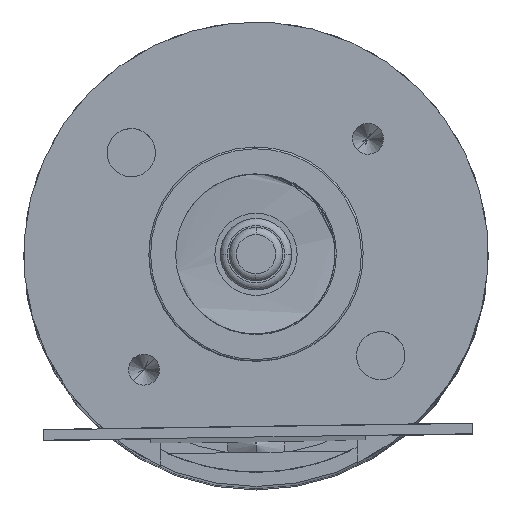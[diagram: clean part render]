
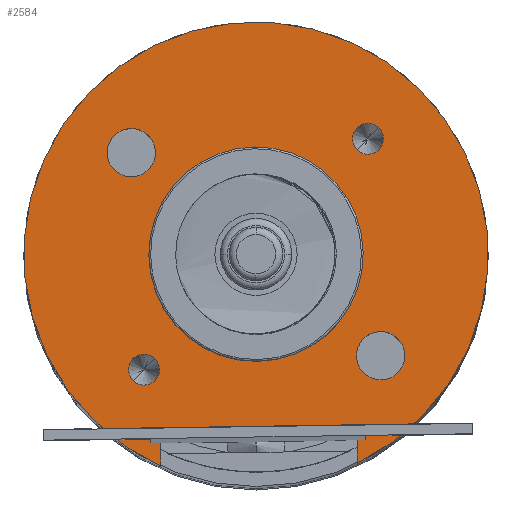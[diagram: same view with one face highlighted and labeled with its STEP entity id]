
A CAD part, top view. The second image highlights one B-rep face of the part: STEP entity #2584.
In plain terms, the highlighted planar face has unit normal (0, 0, 1).
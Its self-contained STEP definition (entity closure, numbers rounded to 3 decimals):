
#2035=CARTESIAN_POINT('',(0.,0.,38.61));
#2036=DIRECTION('',(0.,0.,-1.));
#2037=DIRECTION('',(-0.015,1.,0.));
#2038=AXIS2_PLACEMENT_3D('',#2035,#2036,#2037);
#2049=CARTESIAN_POINT('',(0.,0.,38.61));
#2050=DIRECTION('',(0.,0.,1.));
#2051=DIRECTION('',(-0.015,1.,0.));
#2052=AXIS2_PLACEMENT_3D('',#2049,#2050,#2051);
#2058=DIRECTION('',(-0.015,1.,0.));
#2059=VECTOR('',#2058,0.94);
#2060=CARTESIAN_POINT('',(-2.661,-5.93,38.61));
#2061=LINE('',#2060,#2059);
#2062=DIRECTION('',(-0.015,1.,0.));
#2063=VECTOR('',#2062,0.94);
#2064=CARTESIAN_POINT('',(2.838,-5.848,38.61));
#2065=LINE('',#2064,#2063);
#2066=CARTESIAN_POINT('',(3.134,3.229,38.61));
#2067=DIRECTION('',(0.,0.,-1.));
#2068=DIRECTION('',(0.696,0.718,0.));
#2069=AXIS2_PLACEMENT_3D('',#2066,#2067,#2068);
#2071=CARTESIAN_POINT('',(3.134,3.229,38.61));
#2072=DIRECTION('',(0.,0.,-1.));
#2073=DIRECTION('',(-0.696,-0.718,0.));
#2074=AXIS2_PLACEMENT_3D('',#2071,#2072,#2073);
#2076=CARTESIAN_POINT('',(-3.134,-3.229,38.61));
#2077=DIRECTION('',(0.,0.,1.));
#2078=DIRECTION('',(-0.696,-0.718,0.));
#2079=AXIS2_PLACEMENT_3D('',#2076,#2077,#2078);
#2081=CARTESIAN_POINT('',(-3.134,-3.229,38.61));
#2082=DIRECTION('',(0.,0.,1.));
#2083=DIRECTION('',(0.696,0.718,0.));
#2084=AXIS2_PLACEMENT_3D('',#2081,#2082,#2083);
#2086=CARTESIAN_POINT('',(-3.49,2.841,38.61));
#2087=DIRECTION('',(0.,0.,-1.));
#2088=DIRECTION('',(-0.015,1.,0.));
#2089=AXIS2_PLACEMENT_3D('',#2086,#2087,#2088);
#2091=CARTESIAN_POINT('',(-3.49,2.841,38.61));
#2092=DIRECTION('',(0.,0.,-1.));
#2093=DIRECTION('',(0.015,-1.,0.));
#2094=AXIS2_PLACEMENT_3D('',#2091,#2092,#2093);
#2096=CARTESIAN_POINT('',(3.49,-2.841,38.61));
#2097=DIRECTION('',(0.,0.,1.));
#2098=DIRECTION('',(0.982,0.188,0.));
#2099=AXIS2_PLACEMENT_3D('',#2096,#2097,#2098);
#2101=CARTESIAN_POINT('',(3.49,-2.841,38.61));
#2102=DIRECTION('',(0.,0.,1.));
#2103=DIRECTION('',(-0.982,-0.188,0.));
#2104=AXIS2_PLACEMENT_3D('',#2101,#2102,#2103);
#2106=DIRECTION('',(1.,0.015,0.));
#2107=VECTOR('',#2106,5.5);
#2108=CARTESIAN_POINT('',(-2.676,-4.991,38.61));
#2109=LINE('',#2108,#2107);
#2182=CARTESIAN_POINT('',(0.,0.,38.61));
#2183=DIRECTION('',(0.,0.,1.));
#2184=DIRECTION('',(0.437,-0.9,0.));
#2185=AXIS2_PLACEMENT_3D('',#2182,#2183,#2184);
#2320=CARTESIAN_POINT('',(-0.045,3.,38.61));
#2321=CARTESIAN_POINT('',(0.045,-3.,38.61));
#2322=VERTEX_POINT('',#2320);
#2323=VERTEX_POINT('',#2321);
#2365=CARTESIAN_POINT('',(2.838,-5.848,38.61));
#2366=VERTEX_POINT('',#2365);
#2367=CARTESIAN_POINT('',(-2.661,-5.93,38.61));
#2368=CARTESIAN_POINT('',(-2.676,-4.991,38.61));
#2369=VERTEX_POINT('',#2367);
#2370=VERTEX_POINT('',#2368);
#2371=CARTESIAN_POINT('',(2.824,-4.908,38.61));
#2372=VERTEX_POINT('',#2371);
#2380=CARTESIAN_POINT('',(3.436,3.54,38.61));
#2381=CARTESIAN_POINT('',(2.832,2.918,38.61));
#2382=VERTEX_POINT('',#2380);
#2383=VERTEX_POINT('',#2381);
#2386=CARTESIAN_POINT('',(-3.436,-3.54,38.61));
#2388=VERTEX_POINT('',#2386);
#2390=CARTESIAN_POINT('',(-2.832,-2.918,38.61));
#2391=VERTEX_POINT('',#2390);
#2396=CARTESIAN_POINT('',(-3.5,3.515,38.61));
#2397=CARTESIAN_POINT('',(-3.48,2.166,38.61));
#2398=VERTEX_POINT('',#2396);
#2399=VERTEX_POINT('',#2397);
#2404=CARTESIAN_POINT('',(4.153,-2.713,38.61));
#2405=VERTEX_POINT('',#2404);
#2406=CARTESIAN_POINT('',(2.827,-2.968,38.61));
#2407=VERTEX_POINT('',#2406);
#2541=CARTESIAN_POINT('',(0.,0.,38.61));
#2542=DIRECTION('',(0.,0.,-1.));
#2543=DIRECTION('',(0.015,-1.,0.));
#2544=AXIS2_PLACEMENT_3D('',#2541,#2542,#2543);
#2545=PLANE('',#2544);
#2547=ORIENTED_EDGE('',*,*,#2546,.F.);
#2549=ORIENTED_EDGE('',*,*,#2548,.F.);
#2551=ORIENTED_EDGE('',*,*,#2550,.F.);
#2553=ORIENTED_EDGE('',*,*,#2552,.T.);
#2554=EDGE_LOOP('',(#2547,#2549,#2551,#2553));
#2555=FACE_OUTER_BOUND('',#2554,.F.);
#2556=ORIENTED_EDGE('',*,*,#2521,.F.);
#2557=ORIENTED_EDGE('',*,*,#2535,.T.);
#2558=EDGE_LOOP('',(#2556,#2557));
#2559=FACE_BOUND('',#2558,.F.);
#2561=ORIENTED_EDGE('',*,*,#2560,.F.);
#2563=ORIENTED_EDGE('',*,*,#2562,.F.);
#2564=EDGE_LOOP('',(#2561,#2563));
#2565=FACE_BOUND('',#2564,.F.);
#2567=ORIENTED_EDGE('',*,*,#2566,.T.);
#2569=ORIENTED_EDGE('',*,*,#2568,.T.);
#2570=EDGE_LOOP('',(#2567,#2569));
#2571=FACE_BOUND('',#2570,.F.);
#2573=ORIENTED_EDGE('',*,*,#2572,.F.);
#2575=ORIENTED_EDGE('',*,*,#2574,.F.);
#2576=EDGE_LOOP('',(#2573,#2575));
#2577=FACE_BOUND('',#2576,.F.);
#2579=ORIENTED_EDGE('',*,*,#2578,.T.);
#2581=ORIENTED_EDGE('',*,*,#2580,.T.);
#2582=EDGE_LOOP('',(#2579,#2581));
#2583=FACE_BOUND('',#2582,.F.);
#2584=ADVANCED_FACE('',(#2555,#2559,#2565,#2571,#2577,#2583),#2545,.F.);
#2039=CIRCLE('',#2038,3.);
#2053=CIRCLE('',#2052,3.);
#2070=CIRCLE('',#2069,0.433);
#2075=CIRCLE('',#2074,0.433);
#2080=CIRCLE('',#2079,0.433);
#2085=CIRCLE('',#2084,0.433);
#2090=CIRCLE('',#2089,0.675);
#2095=CIRCLE('',#2094,0.675);
#2100=CIRCLE('',#2099,0.675);
#2105=CIRCLE('',#2104,0.675);
#2186=CIRCLE('',#2185,6.5);
#2521=EDGE_CURVE('',#2322,#2323,#2039,.T.);
#2535=EDGE_CURVE('',#2322,#2323,#2053,.T.);
#2546=EDGE_CURVE('',#2370,#2372,#2109,.T.);
#2548=EDGE_CURVE('',#2369,#2370,#2061,.T.);
#2550=EDGE_CURVE('',#2366,#2369,#2186,.T.);
#2552=EDGE_CURVE('',#2366,#2372,#2065,.T.);
#2560=EDGE_CURVE('',#2382,#2383,#2070,.T.);
#2562=EDGE_CURVE('',#2383,#2382,#2075,.T.);
#2566=EDGE_CURVE('',#2388,#2391,#2080,.T.);
#2568=EDGE_CURVE('',#2391,#2388,#2085,.T.);
#2572=EDGE_CURVE('',#2398,#2399,#2090,.T.);
#2574=EDGE_CURVE('',#2399,#2398,#2095,.T.);
#2578=EDGE_CURVE('',#2405,#2407,#2100,.T.);
#2580=EDGE_CURVE('',#2407,#2405,#2105,.T.);
